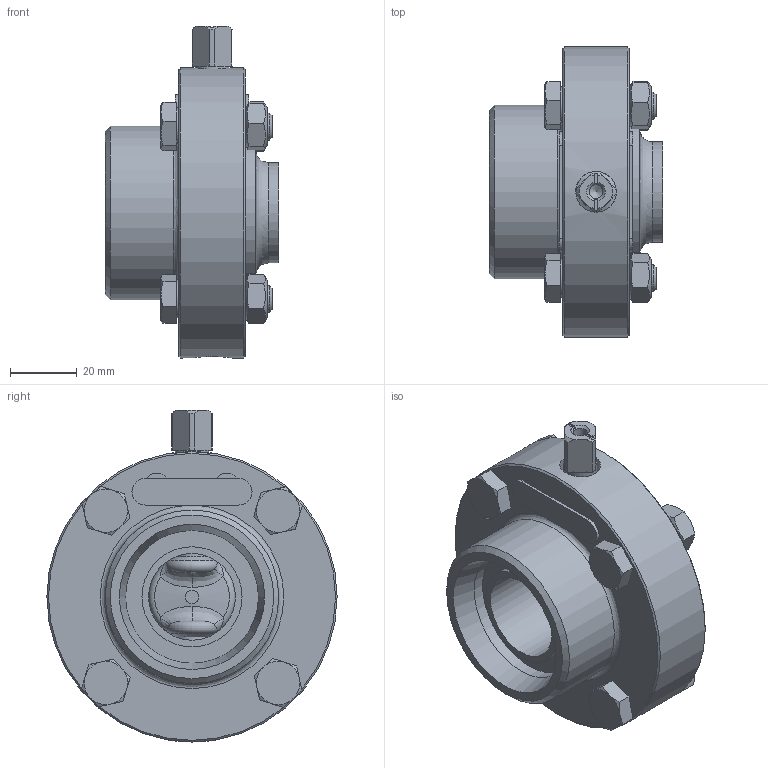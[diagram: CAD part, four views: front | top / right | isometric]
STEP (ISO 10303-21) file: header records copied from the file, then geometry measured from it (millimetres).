
FILE_DESCRIPTION((''),'2;1');
FILE_NAME('55240025XX30.stp','2010-11-23T12:01:26',('Creator'),(''),'Autodesk Inventor 2010','Autodesk Inventor 2010','');
FILE_SCHEMA(('AUTOMOTIVE_DESIGN { 1 0 10303 214 1 1 1 1 }'));
Length unit declared in the file: millimetre
Products named in the file (1): 55240025XX30
Bounding box: 52 x 87 x 99.5 mm (x, y, z)
Volume: 147763.8 mm3; surface area: 39368.2 mm2
Topology: 2 solids, 8 shells, 251 faces, 588 edges, 361 vertices
Faces by surface type: plane 122, cone 54, cylinder 47, bspline 18, torus 8, sphere 2
Full cylindrical faces by diameter (mm): 4.134 x1, 7.2 x6, 7.323 x4, 8 x8, 8.5 x4, 10 x2, 11.4 x4, 12.2 x2, 26 x2, 30 x2, 39.8 x1, 47 x1, 52 x1, 87 x1
Entity records: 8225 total; most frequent: CARTESIAN_POINT 3201, DIRECTION 996, ORIENTED_EDGE 982, EDGE_CURVE 491, AXIS2_PLACEMENT_3D 432, EDGE_LOOP 354, VERTEX_POINT 335, FACE_OUTER_BOUND 250
